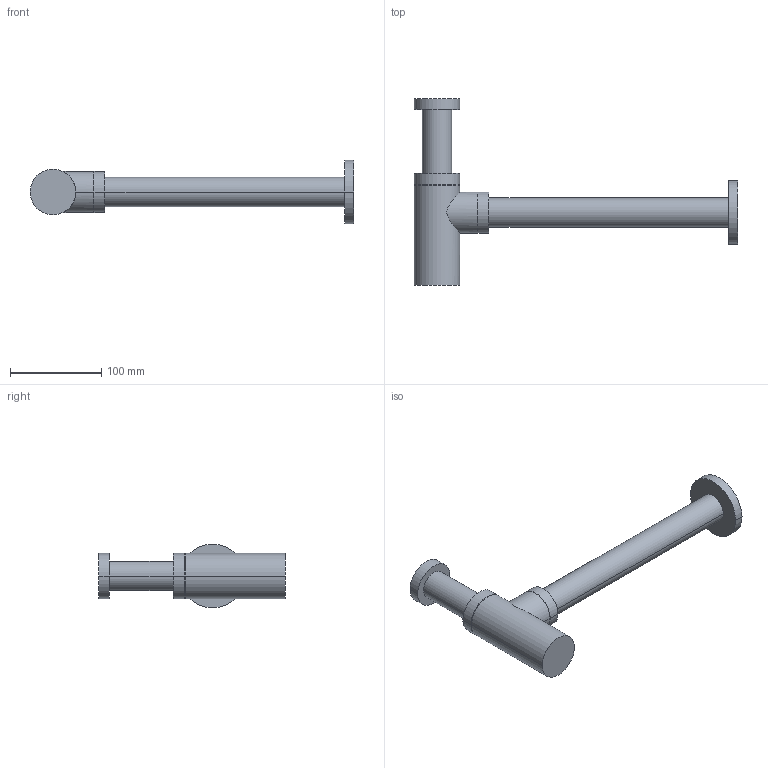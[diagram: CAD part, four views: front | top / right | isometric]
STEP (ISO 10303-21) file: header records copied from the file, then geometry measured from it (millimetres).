
FILE_DESCRIPTION((''),'2;1');
FILE_NAME('ZACC240CR','2021-11-12T08:24:19',('ut3'),('PAFFONI SpA'),'CREO PARAMETRIC BY PTC INC, 2020044','CREO PARAMETRIC BY PTC INC, 2020044','');
FILE_SCHEMA(('CONFIG_CONTROL_DESIGN','SHAPE_APPEARANCE_LAYERS_GROUPS'));
Length unit declared in the file: millimetre
Products named in the file (1): ZACC240CR
Bounding box: 355 x 205 x 70 mm (x, y, z)
Surface area: 77569 mm2 (no closed solid volume)
Topology: 0 solids, 8 shells, 25 faces, 55 edges, 36 vertices
Faces by surface type: cylinder 18, plane 7
Entity records: 784 total; most frequent: CARTESIAN_POINT 172, DIRECTION 137, ORIENTED_EDGE 90, AXIS2_PLACEMENT_3D 59, EDGE_CURVE 55, VERTEX_POINT 36, CIRCLE 34, EDGE_LOOP 25
